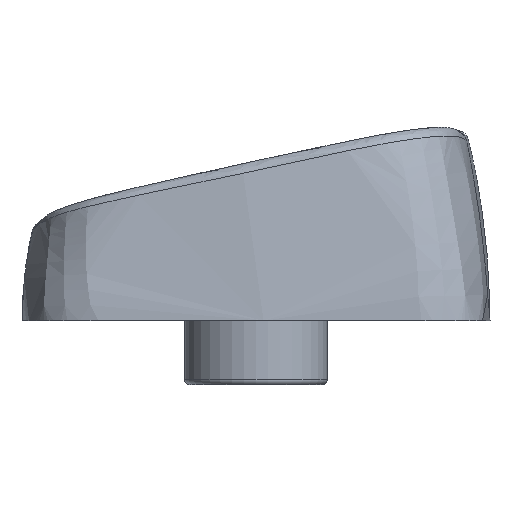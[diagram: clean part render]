
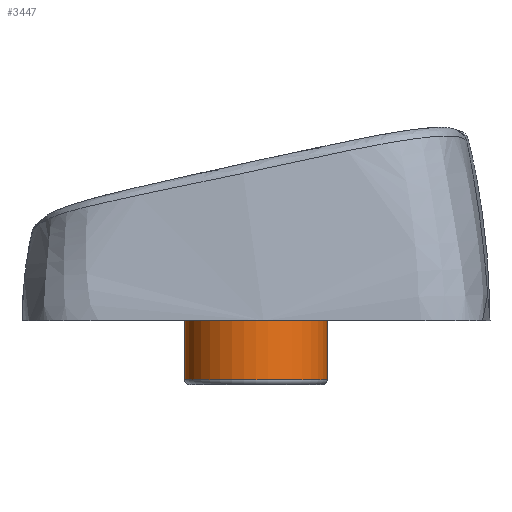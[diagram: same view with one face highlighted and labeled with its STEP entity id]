
A CAD part, left-side view. The second image highlights one B-rep face of the part: STEP entity #3447.
In plain terms, the highlighted cylindrical face has radius 2.75 mm (diameter 5.5 mm), a full revolution.
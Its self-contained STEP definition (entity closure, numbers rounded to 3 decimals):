
#201=CYLINDRICAL_SURFACE('',#3746,2.75);
#345=LINE('',#5449,#610);
#610=VECTOR('',#4258,2.75);
#921=FACE_OUTER_BOUND('',#1122,.T.);
#1122=EDGE_LOOP('',(#2504,#2505,#2506,#2507,#2508));
#1314=CIRCLE('',#3739,2.75);
#1315=CIRCLE('',#3740,2.75);
#1320=CIRCLE('',#3747,2.75);
#1475=VERTEX_POINT('',#5409);
#1476=VERTEX_POINT('',#5411);
#1493=VERTEX_POINT('',#5448);
#1871=EDGE_CURVE('',#1475,#1476,#1314,.T.);
#1872=EDGE_CURVE('',#1476,#1475,#1315,.T.);
#1889=EDGE_CURVE('',#1476,#1493,#345,.T.);
#1890=EDGE_CURVE('',#1493,#1493,#1320,.T.);
#2504=ORIENTED_EDGE('',*,*,#1872,.F.);
#2505=ORIENTED_EDGE('',*,*,#1889,.T.);
#2506=ORIENTED_EDGE('',*,*,#1890,.F.);
#2507=ORIENTED_EDGE('',*,*,#1889,.F.);
#2508=ORIENTED_EDGE('',*,*,#1871,.F.);
#3447=ADVANCED_FACE('',(#921),#201,.T.);
#3739=AXIS2_PLACEMENT_3D('',#5412,#4230,#4231);
#3740=AXIS2_PLACEMENT_3D('',#5413,#4232,#4233);
#3746=AXIS2_PLACEMENT_3D('',#5447,#4256,#4257);
#3747=AXIS2_PLACEMENT_3D('',#5450,#4259,#4260);
#4230=DIRECTION('center_axis',(0.,0.,
-1.));
#4231=DIRECTION('ref_axis',(1.,0.,0.));
#4232=DIRECTION('center_axis',(0.,0.,
-1.));
#4233=DIRECTION('ref_axis',(1.,0.,0.));
#4256=DIRECTION('center_axis',(0.,0.,
-1.));
#4257=DIRECTION('ref_axis',(1.,0.,0.));
#4258=DIRECTION('',(0.,0.,1.));
#4259=DIRECTION('center_axis',(0.,0.,
1.));
#4260=DIRECTION('ref_axis',(1.,0.,0.));
#5409=CARTESIAN_POINT('',(-47.25,0.,-3.1));
#5411=CARTESIAN_POINT('',(-52.75,0.,-3.1));
#5412=CARTESIAN_POINT('Origin',(-50.,0.,-3.1));
#5413=CARTESIAN_POINT('Origin',(-50.,0.,-3.1));
#5447=CARTESIAN_POINT('Origin',(-50.,0.,0.));
#5448=CARTESIAN_POINT('',(-52.75,0.,-0.25));
#5449=CARTESIAN_POINT('',(-52.75,0.,0.));
#5450=CARTESIAN_POINT('Origin',(-50.,0.,-0.25));
